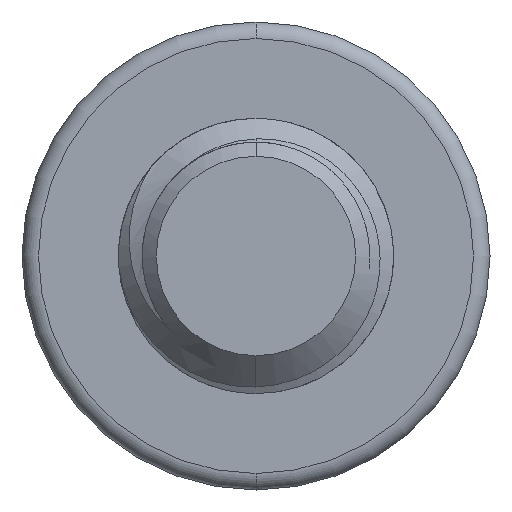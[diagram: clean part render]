
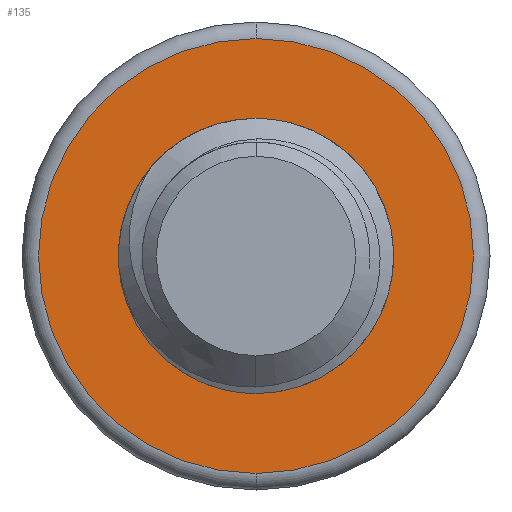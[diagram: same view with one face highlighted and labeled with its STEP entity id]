
A CAD part, front view. The second image highlights one B-rep face of the part: STEP entity #135.
In plain terms, the highlighted planar face has unit normal (0, -1, 0).
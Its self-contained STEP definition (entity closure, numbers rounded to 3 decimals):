
#80 = DIRECTION ( 'NONE',  ( 0., 0., 1. ) ) ;
#135 = ADVANCED_FACE ( 'NONE', ( #4430, #3331 ), #4502, .F. ) ;
#204 = EDGE_CURVE ( 'NONE', #7204, #1613, #1013, .T. ) ;
#208 = AXIS2_PLACEMENT_3D ( 'NONE', #1230, #1158, #5691 ) ;
#556 = DIRECTION ( 'NONE',  ( 0., 1., 0. ) ) ;
#1013 = CIRCLE ( 'NONE', #2412, 2.5 ) ;
#1158 = DIRECTION ( 'NONE',  ( 0., -1., 0. ) ) ;
#1164 = EDGE_LOOP ( 'NONE', ( #6069, #6841 ) ) ;
#1230 = CARTESIAN_POINT ( 'NONE',  ( 0., 70., 0. ) ) ;
#1293 = DIRECTION ( 'NONE',  ( 0., 0., 1. ) ) ;
#1380 = AXIS2_PLACEMENT_3D ( 'NONE', #5090, #2897, #80 ) ;
#1523 = EDGE_CURVE ( 'NONE', #3283, #6800, #6862, .T. ) ;
#1613 = VERTEX_POINT ( 'NONE', #3567 ) ;
#1729 = DIRECTION ( 'NONE',  ( 0., 0., 1. ) ) ;
#2412 = AXIS2_PLACEMENT_3D ( 'NONE', #6365, #4073, #5709 ) ;
#2812 = CARTESIAN_POINT ( 'NONE',  ( 0., 70., 3.95 ) ) ;
#2897 = DIRECTION ( 'NONE',  ( 0., 1., 0. ) ) ;
#3005 = ORIENTED_EDGE ( 'NONE', *, *, #6239, .T. ) ;
#3173 = EDGE_LOOP ( 'NONE', ( #3005, #6911 ) ) ;
#3283 = VERTEX_POINT ( 'NONE', #2812 ) ;
#3331 = FACE_BOUND ( 'NONE', #3173, .T. ) ;
#3567 = CARTESIAN_POINT ( 'NONE',  ( 0., 70., -2.5 ) ) ;
#3955 = CIRCLE ( 'NONE', #1380, 2.5 ) ;
#4041 = CARTESIAN_POINT ( 'NONE',  ( 0., 70., 0. ) ) ;
#4073 = DIRECTION ( 'NONE',  ( 0., 1., 0. ) ) ;
#4430 = FACE_OUTER_BOUND ( 'NONE', #1164, .T. ) ;
#4502 = PLANE ( 'NONE',  #6029 ) ;
#5090 = CARTESIAN_POINT ( 'NONE',  ( 0., 70., 0. ) ) ;
#5467 = CIRCLE ( 'NONE', #6639, 3.95 ) ;
#5517 = EDGE_CURVE ( 'NONE', #6800, #3283, #5467, .T. ) ;
#5559 = CARTESIAN_POINT ( 'NONE',  ( 0., 70., 0. ) ) ;
#5643 = DIRECTION ( 'NONE',  ( 0., -1., 0. ) ) ;
#5691 = DIRECTION ( 'NONE',  ( 0., 0., 1. ) ) ;
#5709 = DIRECTION ( 'NONE',  ( 0., 0., 1. ) ) ;
#6029 = AXIS2_PLACEMENT_3D ( 'NONE', #5559, #556, #1729 ) ;
#6069 = ORIENTED_EDGE ( 'NONE', *, *, #1523, .T. ) ;
#6205 = CARTESIAN_POINT ( 'NONE',  ( 0., 70., -3.95 ) ) ;
#6239 = EDGE_CURVE ( 'NONE', #1613, #7204, #3955, .T. ) ;
#6365 = CARTESIAN_POINT ( 'NONE',  ( 0., 70., 0. ) ) ;
#6528 = CARTESIAN_POINT ( 'NONE',  ( 0., 70., 2.5 ) ) ;
#6639 = AXIS2_PLACEMENT_3D ( 'NONE', #4041, #5643, #1293 ) ;
#6800 = VERTEX_POINT ( 'NONE', #6205 ) ;
#6841 = ORIENTED_EDGE ( 'NONE', *, *, #5517, .T. ) ;
#6862 = CIRCLE ( 'NONE', #208, 3.95 ) ;
#6911 = ORIENTED_EDGE ( 'NONE', *, *, #204, .T. ) ;
#7204 = VERTEX_POINT ( 'NONE', #6528 ) ;
